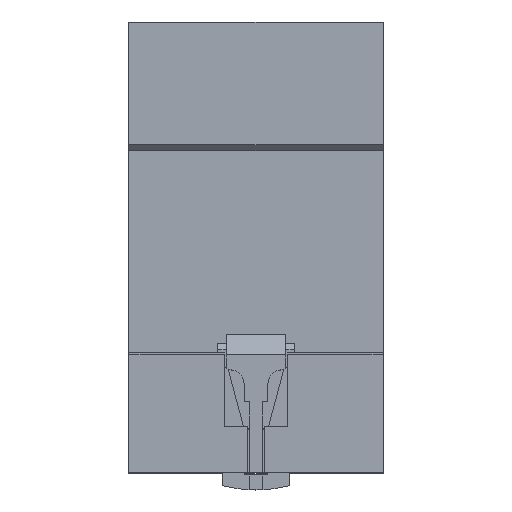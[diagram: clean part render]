
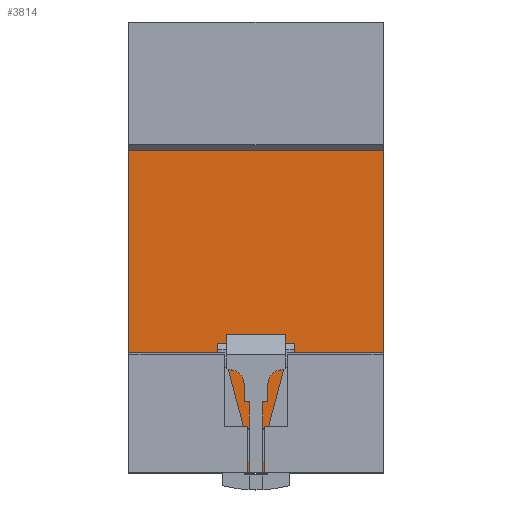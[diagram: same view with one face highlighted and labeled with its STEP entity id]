
A CAD part, top view. The second image highlights one B-rep face of the part: STEP entity #3814.
In plain terms, the highlighted planar face has unit normal (0, 0, 1).
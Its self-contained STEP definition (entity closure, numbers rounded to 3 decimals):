
#49 = ORIENTED_EDGE ( 'NONE', *, *, #2640, .T. ) ;
#167 = LINE ( 'NONE', #6131, #2647 ) ;
#199 = CARTESIAN_POINT ( 'NONE',  ( 22., 17.75, 28.005 ) ) ;
#202 = CARTESIAN_POINT ( 'NONE',  ( -1.4, -39., 28.005 ) ) ;
#392 = EDGE_LOOP ( 'NONE', ( #4070, #3521, #3100, #4175, #3346, #49, #6189, #1003 ) ) ;
#456 = CARTESIAN_POINT ( 'NONE',  ( -22., 17.75, 28.005 ) ) ;
#468 = CARTESIAN_POINT ( 'NONE',  ( 6.899, -39., 28.005 ) ) ;
#501 = VECTOR ( 'NONE', #1815, 1000. ) ;
#753 = DIRECTION ( 'NONE',  ( 0., 0., 1. ) ) ;
#905 = EDGE_CURVE ( 'NONE', #4354, #2289, #4306, .T. ) ;
#1003 = ORIENTED_EDGE ( 'NONE', *, *, #5665, .F. ) ;
#1164 = FACE_OUTER_BOUND ( 'NONE', #392, .T. ) ;
#1681 = VERTEX_POINT ( 'NONE', #5245 ) ;
#1745 = DIRECTION ( 'NONE',  ( 0., 1., 0. ) ) ;
#1815 = DIRECTION ( 'NONE',  ( 0., -1., 0. ) ) ;
#1947 = DIRECTION ( 'NONE',  ( 1., 0., 0. ) ) ;
#2003 = CARTESIAN_POINT ( 'NONE',  ( -6.899, -39., 28.005 ) ) ;
#2042 = VECTOR ( 'NONE', #4431, 1000. ) ;
#2129 = LINE ( 'NONE', #202, #4438 ) ;
#2289 = VERTEX_POINT ( 'NONE', #2692 ) ;
#2305 = DIRECTION ( 'NONE',  ( 0., -1., 0. ) ) ;
#2640 = EDGE_CURVE ( 'NONE', #1681, #5203, #4692, .T. ) ;
#2647 = VECTOR ( 'NONE', #5648, 1000. ) ;
#2692 = CARTESIAN_POINT ( 'NONE',  ( 6.899, -18.25, 28.005 ) ) ;
#2706 = VERTEX_POINT ( 'NONE', #5048 ) ;
#2988 = VECTOR ( 'NONE', #1745, 1000. ) ;
#3013 = LINE ( 'NONE', #4758, #4479 ) ;
#3100 = ORIENTED_EDGE ( 'NONE', *, *, #3887, .F. ) ;
#3180 = DIRECTION ( 'NONE',  ( -1., 0., 0. ) ) ;
#3230 = LINE ( 'NONE', #4462, #2042 ) ;
#3237 = VERTEX_POINT ( 'NONE', #199 ) ;
#3239 = VECTOR ( 'NONE', #5490, 1000. ) ;
#3309 = LINE ( 'NONE', #4289, #501 ) ;
#3346 = ORIENTED_EDGE ( 'NONE', *, *, #5210, .T. ) ;
#3448 = CARTESIAN_POINT ( 'NONE',  ( 22., -18.25, 28.005 ) ) ;
#3521 = ORIENTED_EDGE ( 'NONE', *, *, #5429, .T. ) ;
#3735 = CARTESIAN_POINT ( 'NONE',  ( -22., -18.25, 28.005 ) ) ;
#3814 = ADVANCED_FACE ( 'NONE', ( #1164 ), #4683, .T. ) ;
#3887 = EDGE_CURVE ( 'NONE', #3237, #5399, #3013, .T. ) ;
#4070 = ORIENTED_EDGE ( 'NONE', *, *, #905, .T. ) ;
#4175 = ORIENTED_EDGE ( 'NONE', *, *, #5379, .F. ) ;
#4212 = DIRECTION ( 'NONE',  ( 1., 0., 0. ) ) ;
#4289 = CARTESIAN_POINT ( 'NONE',  ( -22., -18.25, 28.005 ) ) ;
#4306 = LINE ( 'NONE', #5663, #2988 ) ;
#4354 = VERTEX_POINT ( 'NONE', #468 ) ;
#4431 = DIRECTION ( 'NONE',  ( 1., 0., 0. ) ) ;
#4438 = VECTOR ( 'NONE', #3180, 1000. ) ;
#4462 = CARTESIAN_POINT ( 'NONE',  ( -22., -18.25, 28.005 ) ) ;
#4479 = VECTOR ( 'NONE', #2305, 1000. ) ;
#4503 = AXIS2_PLACEMENT_3D ( 'NONE', #3735, #753, #4212 ) ;
#4505 = CARTESIAN_POINT ( 'NONE',  ( -22., -18.25, 28.005 ) ) ;
#4683 = PLANE ( 'NONE',  #4503 ) ;
#4684 = VECTOR ( 'NONE', #1947, 1000. ) ;
#4692 = LINE ( 'NONE', #4505, #3239 ) ;
#4755 = CARTESIAN_POINT ( 'NONE',  ( -6.899, -18.25, 28.005 ) ) ;
#4758 = CARTESIAN_POINT ( 'NONE',  ( 22., -18.25, 28.005 ) ) ;
#4829 = LINE ( 'NONE', #456, #4684 ) ;
#5048 = CARTESIAN_POINT ( 'NONE',  ( -22., 17.75, 28.005 ) ) ;
#5203 = VERTEX_POINT ( 'NONE', #4755 ) ;
#5210 = EDGE_CURVE ( 'NONE', #2706, #1681, #3309, .T. ) ;
#5245 = CARTESIAN_POINT ( 'NONE',  ( -22., -18.25, 28.005 ) ) ;
#5379 = EDGE_CURVE ( 'NONE', #2706, #3237, #4829, .T. ) ;
#5399 = VERTEX_POINT ( 'NONE', #3448 ) ;
#5429 = EDGE_CURVE ( 'NONE', #2289, #5399, #3230, .T. ) ;
#5490 = DIRECTION ( 'NONE',  ( 1., 0., 0. ) ) ;
#5648 = DIRECTION ( 'NONE',  ( 0., 1., 0. ) ) ;
#5663 = CARTESIAN_POINT ( 'NONE',  ( 6.899, -39., 28.005 ) ) ;
#5665 = EDGE_CURVE ( 'NONE', #4354, #6042, #2129, .T. ) ;
#6042 = VERTEX_POINT ( 'NONE', #2003 ) ;
#6131 = CARTESIAN_POINT ( 'NONE',  ( -6.899, -39., 28.005 ) ) ;
#6189 = ORIENTED_EDGE ( 'NONE', *, *, #6392, .F. ) ;
#6392 = EDGE_CURVE ( 'NONE', #6042, #5203, #167, .T. ) ;
